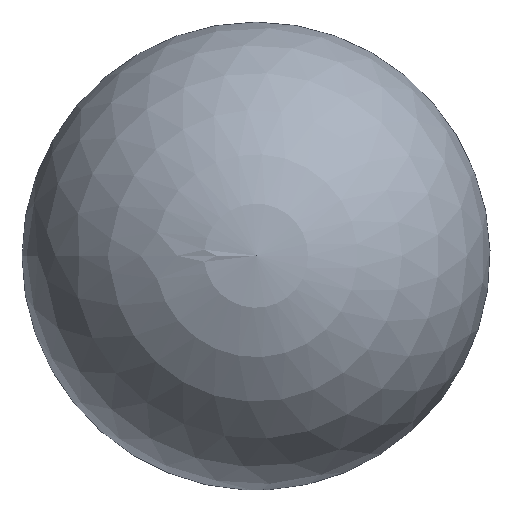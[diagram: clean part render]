
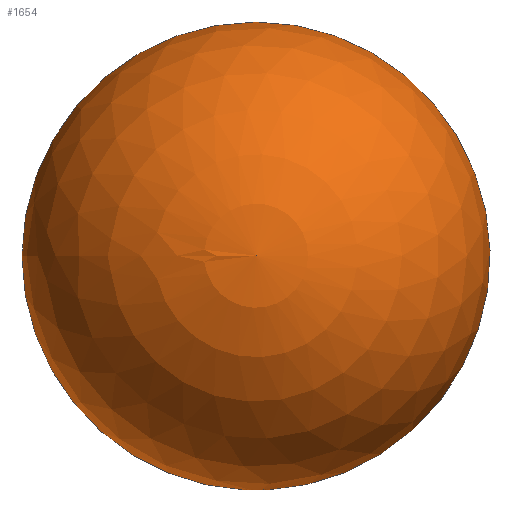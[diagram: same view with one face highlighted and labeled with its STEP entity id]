
A CAD part, top view. The second image highlights one B-rep face of the part: STEP entity #1654.
In plain terms, the highlighted spherical face has radius 100 mm.
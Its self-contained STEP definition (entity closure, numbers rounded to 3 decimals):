
#391 = CIRCLE ( 'NONE', #8830, 100. ) ;
#496 = CARTESIAN_POINT ( 'NONE',  ( 0., 0., 0. ) ) ;
#676 = AXIS2_PLACEMENT_3D ( 'NONE', #496, #7085, #1476 ) ;
#883 = EDGE_CURVE ( 'NONE', #6610, #11246, #391, .T. ) ;
#1025 = VERTEX_POINT ( 'NONE', #10690 ) ;
#1476 = DIRECTION ( 'NONE',  ( -1., 0., 0. ) ) ;
#1572 = DIRECTION ( 'NONE',  ( 0., 1., 0. ) ) ;
#1654 = ADVANCED_FACE ( 'NONE', ( #5562 ), #10280, .T. ) ;
#2053 = AXIS2_PLACEMENT_3D ( 'NONE', #9828, #10554, #9743 ) ;
#3668 = EDGE_CURVE ( 'NONE', #6610, #1025, #7787, .T. ) ;
#4074 = CARTESIAN_POINT ( 'NONE',  ( -4.748, -99.887, 0. ) ) ;
#4158 = EDGE_CURVE ( 'NONE', #9536, #1025, #6060, .T. ) ;
#4463 = ORIENTED_EDGE ( 'NONE', *, *, #8854, .T. ) ;
#5225 = DIRECTION ( 'NONE',  ( 0., 1., 0. ) ) ;
#5562 = FACE_OUTER_BOUND ( 'NONE', #7352, .T. ) ;
#6060 = CIRCLE ( 'NONE', #9507, 4.748 ) ;
#6610 = VERTEX_POINT ( 'NONE', #10573 ) ;
#7085 = DIRECTION ( 'NONE',  ( 0., 0., -1. ) ) ;
#7182 = CARTESIAN_POINT ( 'NONE',  ( 0., -99.887, 0. ) ) ;
#7352 = EDGE_LOOP ( 'NONE', ( #9823, #10417, #4463, #12043 ) ) ;
#7787 = CIRCLE ( 'NONE', #676, 100. ) ;
#8138 = DIRECTION ( 'NONE',  ( 0., 0., 1. ) ) ;
#8830 = AXIS2_PLACEMENT_3D ( 'NONE', #11824, #11897, #11974 ) ;
#8854 = EDGE_CURVE ( 'NONE', #11246, #9536, #10558, .T. ) ;
#9507 = AXIS2_PLACEMENT_3D ( 'NONE', #10833, #5225, #11761 ) ;
#9536 = VERTEX_POINT ( 'NONE', #11446 ) ;
#9743 = DIRECTION ( 'NONE',  ( -1., 0., 0. ) ) ;
#9823 = ORIENTED_EDGE ( 'NONE', *, *, #3668, .F. ) ;
#9828 = CARTESIAN_POINT ( 'NONE',  ( 0., 0., 0. ) ) ;
#10280 = SPHERICAL_SURFACE ( 'NONE', #2053, 100. ) ;
#10417 = ORIENTED_EDGE ( 'NONE', *, *, #883, .T. ) ;
#10554 = DIRECTION ( 'NONE',  ( 0., 0., -1. ) ) ;
#10558 = CIRCLE ( 'NONE', #11886, 4.748 ) ;
#10573 = CARTESIAN_POINT ( 'NONE',  ( 0., 100., 0. ) ) ;
#10690 = CARTESIAN_POINT ( 'NONE',  ( 4.748, -99.887, 0. ) ) ;
#10833 = CARTESIAN_POINT ( 'NONE',  ( 0., -99.887, 0. ) ) ;
#11246 = VERTEX_POINT ( 'NONE', #4074 ) ;
#11446 = CARTESIAN_POINT ( 'NONE',  ( 0., -99.887, 4.748 ) ) ;
#11761 = DIRECTION ( 'NONE',  ( 0., 0., 1. ) ) ;
#11824 = CARTESIAN_POINT ( 'NONE',  ( 0., 0., 0. ) ) ;
#11886 = AXIS2_PLACEMENT_3D ( 'NONE', #7182, #1572, #8138 ) ;
#11897 = DIRECTION ( 'NONE',  ( 0., 0., 1. ) ) ;
#11974 = DIRECTION ( 'NONE',  ( 1., 0., 0. ) ) ;
#12043 = ORIENTED_EDGE ( 'NONE', *, *, #4158, .T. ) ;
